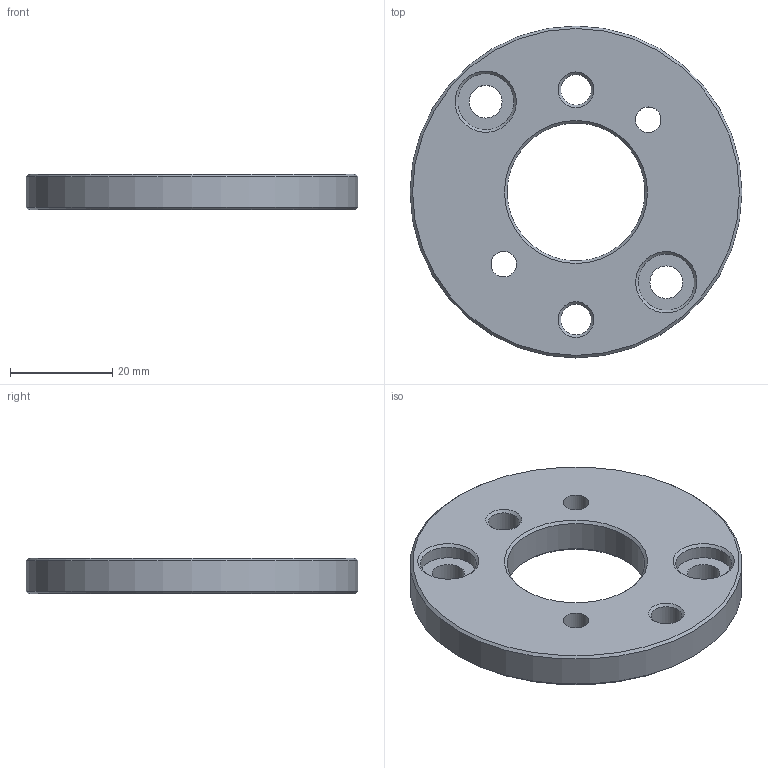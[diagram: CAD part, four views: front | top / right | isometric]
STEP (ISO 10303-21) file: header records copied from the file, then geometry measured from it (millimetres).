
FILE_DESCRIPTION(/* description */ (''),/* implementation_level */ '2;1');
FILE_NAME(/* name */ 'Adapterplatte.stp',/* time_stamp */ '2024-10-23T16:18:01+02:00',/* author */ (''),/* organization */ (''),/* preprocessor_version */ 'ST-DEVELOPER v18.102',/* originating_system */ 'SIEMENS PLM Software NX2206.4020',/* authorisation */ '');
FILE_SCHEMA (('AUTOMOTIVE_DESIGN { 1 0 10303 214 3 1 1 1 }'));
Length unit declared in the file: millimetre
Products named in the file (1): Adapterplatte_Prt
Bounding box: 65 x 65 x 7 mm (x, y, z)
Volume: 17630.9 mm3; surface area: 7836.7 mm2
Topology: 1 solids, 1 shells, 24 faces, 56 edges, 36 vertices
Faces by surface type: cylinder 10, cone 10, plane 4
Full cylindrical faces by diameter (mm): 5 x2, 6 x2, 6.4 x2, 11 x2, 27 x1, 65 x1
Entity records: 596 total; most frequent: DIRECTION 110, CARTESIAN_POINT 85, FACE_BOUND 60, EDGE_LOOP 60, ORIENTED_EDGE 60, AXIS2_PLACEMENT_3D 55, VERTEX_POINT 30, EDGE_CURVE 30
